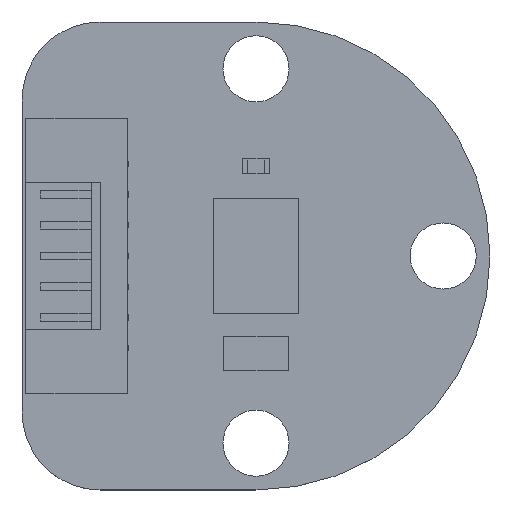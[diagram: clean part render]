
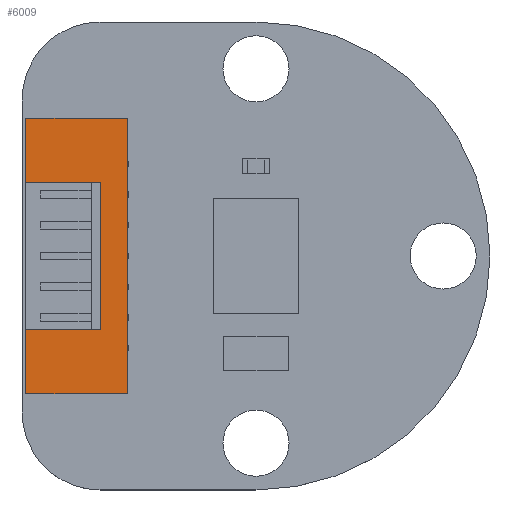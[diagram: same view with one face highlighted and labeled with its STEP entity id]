
A CAD part, top view. The second image highlights one B-rep face of the part: STEP entity #6009.
In plain terms, the highlighted face is planar.
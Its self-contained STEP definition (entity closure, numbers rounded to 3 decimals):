
#3113 = PLANE('',#3114);
#3114 = AXIS2_PLACEMENT_3D('',#3115,#3116,#3117);
#3115 = CARTESIAN_POINT('',(13.775,1.75,4.775));
#3116 = DIRECTION('',(1.,0.,0.));
#3117 = DIRECTION('',(0.,0.,-1.));
#3141 = PLANE('',#3142);
#3142 = AXIS2_PLACEMENT_3D('',#3143,#3144,#3145);
#3143 = CARTESIAN_POINT('',(13.775,1.75,4.775));
#3144 = DIRECTION('',(0.,1.,0.));
#3145 = DIRECTION('',(-1.,0.,0.));
#3167 = PLANE('',#3168);
#3168 = AXIS2_PLACEMENT_3D('',#3169,#3170,#3171);
#3169 = CARTESIAN_POINT('',(4.175,1.75,4.775));
#3170 = DIRECTION('',(-1.,0.,0.));
#3171 = DIRECTION('',(0.,0.,1.));
#3201 = PLANE('',#3202);
#3202 = AXIS2_PLACEMENT_3D('',#3203,#3204,#3205);
#3203 = CARTESIAN_POINT('',(0.,6.6,3.975));
#3204 = DIRECTION('',(0.,-1.,0.));
#3205 = DIRECTION('',(1.,0.,0.));
#3455 = PLANE('',#3456);
#3456 = AXIS2_PLACEMENT_3D('',#3457,#3458,#3459);
#3457 = CARTESIAN_POINT('',(0.,6.6,3.975));
#3458 = DIRECTION('',(0.,-1.,0.));
#3459 = DIRECTION('',(1.,0.,0.));
#4988 = VERTEX_POINT('',#4989);
#4989 = CARTESIAN_POINT('',(13.775,6.6,3.975));
#5010 = EDGE_CURVE('',#5011,#4988,#5013,.T.);
#5011 = VERTEX_POINT('',#5012);
#5012 = CARTESIAN_POINT('',(13.775,1.75,3.975));
#5013 = SURFACE_CURVE('',#5014,(#5018,#5025),.PCURVE_S1.);
#5014 = LINE('',#5015,#5016);
#5015 = CARTESIAN_POINT('',(13.775,1.75,3.975));
#5016 = VECTOR('',#5017,1.);
#5017 = DIRECTION('',(0.,1.,0.));
#5018 = PCURVE('',#3113,#5019);
#5019 = DEFINITIONAL_REPRESENTATION('',(#5020),#5024);
#5020 = LINE('',#5021,#5022);
#5021 = CARTESIAN_POINT('',(0.8,0.));
#5022 = VECTOR('',#5023,1.);
#5023 = DIRECTION('',(0.,1.));
#5024 = ( GEOMETRIC_REPRESENTATION_CONTEXT(2) 
PARAMETRIC_REPRESENTATION_CONTEXT() REPRESENTATION_CONTEXT('2D SPACE',''
  ) );
#5025 = PCURVE('',#5026,#5031);
#5026 = PLANE('',#5027);
#5027 = AXIS2_PLACEMENT_3D('',#5028,#5029,#5030);
#5028 = CARTESIAN_POINT('',(0.,6.6,3.975));
#5029 = DIRECTION('',(0.,0.,1.));
#5030 = DIRECTION('',(1.,0.,0.));
#5031 = DEFINITIONAL_REPRESENTATION('',(#5032),#5036);
#5032 = LINE('',#5033,#5034);
#5033 = CARTESIAN_POINT('',(13.775,-4.85));
#5034 = VECTOR('',#5035,1.);
#5035 = DIRECTION('',(0.,1.));
#5036 = ( GEOMETRIC_REPRESENTATION_CONTEXT(2) 
PARAMETRIC_REPRESENTATION_CONTEXT() REPRESENTATION_CONTEXT('2D SPACE',''
  ) );
#5066 = EDGE_CURVE('',#5011,#5067,#5069,.T.);
#5067 = VERTEX_POINT('',#5068);
#5068 = CARTESIAN_POINT('',(4.175,1.75,3.975));
#5069 = SURFACE_CURVE('',#5070,(#5074,#5081),.PCURVE_S1.);
#5070 = LINE('',#5071,#5072);
#5071 = CARTESIAN_POINT('',(4.175,1.75,3.975));
#5072 = VECTOR('',#5073,1.);
#5073 = DIRECTION('',(-1.,0.,0.));
#5074 = PCURVE('',#3141,#5075);
#5075 = DEFINITIONAL_REPRESENTATION('',(#5076),#5080);
#5076 = LINE('',#5077,#5078);
#5077 = CARTESIAN_POINT('',(9.6,-0.8));
#5078 = VECTOR('',#5079,1.);
#5079 = DIRECTION('',(1.,0.));
#5080 = ( GEOMETRIC_REPRESENTATION_CONTEXT(2) 
PARAMETRIC_REPRESENTATION_CONTEXT() REPRESENTATION_CONTEXT('2D SPACE',''
  ) );
#5081 = PCURVE('',#5026,#5082);
#5082 = DEFINITIONAL_REPRESENTATION('',(#5083),#5087);
#5083 = LINE('',#5084,#5085);
#5084 = CARTESIAN_POINT('',(4.175,-4.85));
#5085 = VECTOR('',#5086,1.);
#5086 = DIRECTION('',(-1.,0.));
#5087 = ( GEOMETRIC_REPRESENTATION_CONTEXT(2) 
PARAMETRIC_REPRESENTATION_CONTEXT() REPRESENTATION_CONTEXT('2D SPACE',''
  ) );
#5114 = VERTEX_POINT('',#5115);
#5115 = CARTESIAN_POINT('',(4.175,6.6,3.975));
#5139 = EDGE_CURVE('',#5067,#5114,#5140,.T.);
#5140 = SURFACE_CURVE('',#5141,(#5145,#5152),.PCURVE_S1.);
#5141 = LINE('',#5142,#5143);
#5142 = CARTESIAN_POINT('',(4.175,1.75,3.975));
#5143 = VECTOR('',#5144,1.);
#5144 = DIRECTION('',(0.,1.,0.));
#5145 = PCURVE('',#3167,#5146);
#5146 = DEFINITIONAL_REPRESENTATION('',(#5147),#5151);
#5147 = LINE('',#5148,#5149);
#5148 = CARTESIAN_POINT('',(-0.8,0.));
#5149 = VECTOR('',#5150,1.);
#5150 = DIRECTION('',(0.,1.));
#5151 = ( GEOMETRIC_REPRESENTATION_CONTEXT(2) 
PARAMETRIC_REPRESENTATION_CONTEXT() REPRESENTATION_CONTEXT('2D SPACE',''
  ) );
#5152 = PCURVE('',#5026,#5153);
#5153 = DEFINITIONAL_REPRESENTATION('',(#5154),#5158);
#5154 = LINE('',#5155,#5156);
#5155 = CARTESIAN_POINT('',(4.175,-4.85));
#5156 = VECTOR('',#5157,1.);
#5157 = DIRECTION('',(0.,1.));
#5158 = ( GEOMETRIC_REPRESENTATION_CONTEXT(2) 
PARAMETRIC_REPRESENTATION_CONTEXT() REPRESENTATION_CONTEXT('2D SPACE',''
  ) );
#5163 = EDGE_CURVE('',#4988,#5164,#5166,.T.);
#5164 = VERTEX_POINT('',#5165);
#5165 = CARTESIAN_POINT('',(17.95,6.6,3.975));
#5166 = SURFACE_CURVE('',#5167,(#5171,#5178),.PCURVE_S1.);
#5167 = LINE('',#5168,#5169);
#5168 = CARTESIAN_POINT('',(0.,6.6,3.975));
#5169 = VECTOR('',#5170,1.);
#5170 = DIRECTION('',(1.,0.,0.));
#5171 = PCURVE('',#3201,#5172);
#5172 = DEFINITIONAL_REPRESENTATION('',(#5173),#5177);
#5173 = LINE('',#5174,#5175);
#5174 = CARTESIAN_POINT('',(0.,0.));
#5175 = VECTOR('',#5176,1.);
#5176 = DIRECTION('',(1.,0.));
#5177 = ( GEOMETRIC_REPRESENTATION_CONTEXT(2) 
PARAMETRIC_REPRESENTATION_CONTEXT() REPRESENTATION_CONTEXT('2D SPACE',''
  ) );
#5178 = PCURVE('',#5026,#5179);
#5179 = DEFINITIONAL_REPRESENTATION('',(#5180),#5184);
#5180 = LINE('',#5181,#5182);
#5181 = CARTESIAN_POINT('',(0.,0.));
#5182 = VECTOR('',#5183,1.);
#5183 = DIRECTION('',(1.,0.));
#5184 = ( GEOMETRIC_REPRESENTATION_CONTEXT(2) 
PARAMETRIC_REPRESENTATION_CONTEXT() REPRESENTATION_CONTEXT('2D SPACE',''
  ) );
#5282 = PLANE('',#5283);
#5283 = AXIS2_PLACEMENT_3D('',#5284,#5285,#5286);
#5284 = CARTESIAN_POINT('',(17.95,6.6,3.975));
#5285 = DIRECTION('',(-1.,0.,0.));
#5286 = DIRECTION('',(0.,0.,1.));
#5643 = EDGE_CURVE('',#5644,#5114,#5646,.T.);
#5644 = VERTEX_POINT('',#5645);
#5645 = CARTESIAN_POINT('',(0.,6.6,3.975));
#5646 = SURFACE_CURVE('',#5647,(#5651,#5658),.PCURVE_S1.);
#5647 = LINE('',#5648,#5649);
#5648 = CARTESIAN_POINT('',(0.,6.6,3.975));
#5649 = VECTOR('',#5650,1.);
#5650 = DIRECTION('',(1.,0.,0.));
#5651 = PCURVE('',#3455,#5652);
#5652 = DEFINITIONAL_REPRESENTATION('',(#5653),#5657);
#5653 = LINE('',#5654,#5655);
#5654 = CARTESIAN_POINT('',(0.,0.));
#5655 = VECTOR('',#5656,1.);
#5656 = DIRECTION('',(1.,0.));
#5657 = ( GEOMETRIC_REPRESENTATION_CONTEXT(2) 
PARAMETRIC_REPRESENTATION_CONTEXT() REPRESENTATION_CONTEXT('2D SPACE',''
  ) );
#5658 = PCURVE('',#5026,#5659);
#5659 = DEFINITIONAL_REPRESENTATION('',(#5660),#5664);
#5660 = LINE('',#5661,#5662);
#5661 = CARTESIAN_POINT('',(0.,0.));
#5662 = VECTOR('',#5663,1.);
#5663 = DIRECTION('',(1.,0.));
#5664 = ( GEOMETRIC_REPRESENTATION_CONTEXT(2) 
PARAMETRIC_REPRESENTATION_CONTEXT() REPRESENTATION_CONTEXT('2D SPACE',''
  ) );
#5682 = PLANE('',#5683);
#5683 = AXIS2_PLACEMENT_3D('',#5684,#5685,#5686);
#5684 = CARTESIAN_POINT('',(0.,6.6,3.975));
#5685 = DIRECTION('',(-1.,0.,0.));
#5686 = DIRECTION('',(0.,0.,1.));
#6009 = ADVANCED_FACE('',(#6010),#5026,.F.);
#6010 = FACE_BOUND('',#6011,.T.);
#6011 = EDGE_LOOP('',(#6012,#6013,#6014,#6015,#6016,#6017,#6040,#6068));
#6012 = ORIENTED_EDGE('',*,*,#5643,.T.);
#6013 = ORIENTED_EDGE('',*,*,#5139,.F.);
#6014 = ORIENTED_EDGE('',*,*,#5066,.F.);
#6015 = ORIENTED_EDGE('',*,*,#5010,.T.);
#6016 = ORIENTED_EDGE('',*,*,#5163,.T.);
#6017 = ORIENTED_EDGE('',*,*,#6018,.T.);
#6018 = EDGE_CURVE('',#5164,#6019,#6021,.T.);
#6019 = VERTEX_POINT('',#6020);
#6020 = CARTESIAN_POINT('',(17.95,0.,3.975));
#6021 = SURFACE_CURVE('',#6022,(#6026,#6033),.PCURVE_S1.);
#6022 = LINE('',#6023,#6024);
#6023 = CARTESIAN_POINT('',(17.95,6.6,3.975));
#6024 = VECTOR('',#6025,1.);
#6025 = DIRECTION('',(0.,-1.,0.));
#6026 = PCURVE('',#5026,#6027);
#6027 = DEFINITIONAL_REPRESENTATION('',(#6028),#6032);
#6028 = LINE('',#6029,#6030);
#6029 = CARTESIAN_POINT('',(17.95,0.));
#6030 = VECTOR('',#6031,1.);
#6031 = DIRECTION('',(0.,-1.));
#6032 = ( GEOMETRIC_REPRESENTATION_CONTEXT(2) 
PARAMETRIC_REPRESENTATION_CONTEXT() REPRESENTATION_CONTEXT('2D SPACE',''
  ) );
#6033 = PCURVE('',#5282,#6034);
#6034 = DEFINITIONAL_REPRESENTATION('',(#6035),#6039);
#6035 = LINE('',#6036,#6037);
#6036 = CARTESIAN_POINT('',(0.,0.));
#6037 = VECTOR('',#6038,1.);
#6038 = DIRECTION('',(0.,-1.));
#6039 = ( GEOMETRIC_REPRESENTATION_CONTEXT(2) 
PARAMETRIC_REPRESENTATION_CONTEXT() REPRESENTATION_CONTEXT('2D SPACE',''
  ) );
#6040 = ORIENTED_EDGE('',*,*,#6041,.F.);
#6041 = EDGE_CURVE('',#6042,#6019,#6044,.T.);
#6042 = VERTEX_POINT('',#6043);
#6043 = CARTESIAN_POINT('',(0.,0.,3.975));
#6044 = SURFACE_CURVE('',#6045,(#6049,#6056),.PCURVE_S1.);
#6045 = LINE('',#6046,#6047);
#6046 = CARTESIAN_POINT('',(0.,0.,3.975));
#6047 = VECTOR('',#6048,1.);
#6048 = DIRECTION('',(1.,0.,0.));
#6049 = PCURVE('',#5026,#6050);
#6050 = DEFINITIONAL_REPRESENTATION('',(#6051),#6055);
#6051 = LINE('',#6052,#6053);
#6052 = CARTESIAN_POINT('',(0.,-6.6));
#6053 = VECTOR('',#6054,1.);
#6054 = DIRECTION('',(1.,0.));
#6055 = ( GEOMETRIC_REPRESENTATION_CONTEXT(2) 
PARAMETRIC_REPRESENTATION_CONTEXT() REPRESENTATION_CONTEXT('2D SPACE',''
  ) );
#6056 = PCURVE('',#6057,#6062);
#6057 = PLANE('',#6058);
#6058 = AXIS2_PLACEMENT_3D('',#6059,#6060,#6061);
#6059 = CARTESIAN_POINT('',(0.,0.,8.975));
#6060 = DIRECTION('',(0.,1.,0.));
#6061 = DIRECTION('',(0.,0.,-1.));
#6062 = DEFINITIONAL_REPRESENTATION('',(#6063),#6067);
#6063 = LINE('',#6064,#6065);
#6064 = CARTESIAN_POINT('',(5.,0.));
#6065 = VECTOR('',#6066,1.);
#6066 = DIRECTION('',(0.,-1.));
#6067 = ( GEOMETRIC_REPRESENTATION_CONTEXT(2) 
PARAMETRIC_REPRESENTATION_CONTEXT() REPRESENTATION_CONTEXT('2D SPACE',''
  ) );
#6068 = ORIENTED_EDGE('',*,*,#6069,.F.);
#6069 = EDGE_CURVE('',#5644,#6042,#6070,.T.);
#6070 = SURFACE_CURVE('',#6071,(#6075,#6082),.PCURVE_S1.);
#6071 = LINE('',#6072,#6073);
#6072 = CARTESIAN_POINT('',(0.,6.6,3.975));
#6073 = VECTOR('',#6074,1.);
#6074 = DIRECTION('',(0.,-1.,0.));
#6075 = PCURVE('',#5026,#6076);
#6076 = DEFINITIONAL_REPRESENTATION('',(#6077),#6081);
#6077 = LINE('',#6078,#6079);
#6078 = CARTESIAN_POINT('',(0.,0.));
#6079 = VECTOR('',#6080,1.);
#6080 = DIRECTION('',(0.,-1.));
#6081 = ( GEOMETRIC_REPRESENTATION_CONTEXT(2) 
PARAMETRIC_REPRESENTATION_CONTEXT() REPRESENTATION_CONTEXT('2D SPACE',''
  ) );
#6082 = PCURVE('',#5682,#6083);
#6083 = DEFINITIONAL_REPRESENTATION('',(#6084),#6088);
#6084 = LINE('',#6085,#6086);
#6085 = CARTESIAN_POINT('',(0.,0.));
#6086 = VECTOR('',#6087,1.);
#6087 = DIRECTION('',(0.,-1.));
#6088 = ( GEOMETRIC_REPRESENTATION_CONTEXT(2) 
PARAMETRIC_REPRESENTATION_CONTEXT() REPRESENTATION_CONTEXT('2D SPACE',''
  ) );
